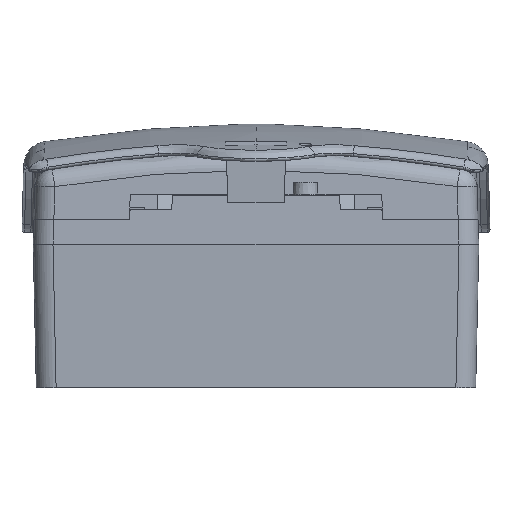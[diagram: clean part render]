
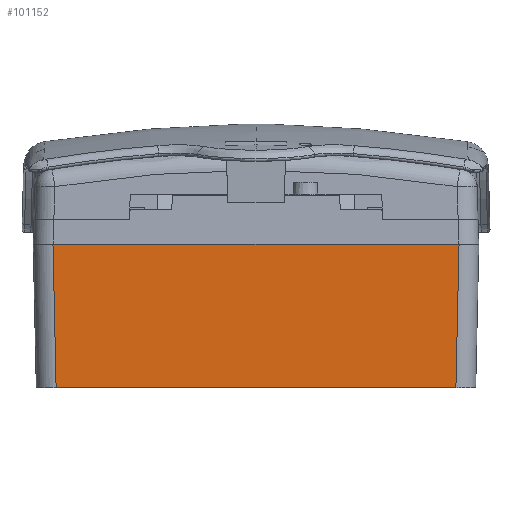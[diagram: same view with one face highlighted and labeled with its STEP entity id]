
A CAD part, front view. The second image highlights one B-rep face of the part: STEP entity #101152.
In plain terms, the highlighted planar face has unit normal (0, -1, -0.022).
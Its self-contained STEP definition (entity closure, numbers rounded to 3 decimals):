
#9611 = LINE ( 'NONE', #77861, #91520 ) ;
#13899 = CARTESIAN_POINT ( 'NONE',  ( -40.368, -44.367, -29. ) ) ;
#14230 = VECTOR ( 'NONE', #74417, 1000. ) ;
#14340 = CARTESIAN_POINT ( 'NONE',  ( 45., -45., 0. ) ) ;
#15220 = EDGE_CURVE ( 'NONE', #23818, #89286, #15221, .T. ) ;
#15221 = LINE ( 'NONE', #103373, #14230 ) ;
#15730 = ORIENTED_EDGE ( 'NONE', *, *, #15220, .F. ) ;
#16886 = DIRECTION ( 'NONE',  ( 0., 0.022, -1. ) ) ;
#23818 = VERTEX_POINT ( 'NONE', #63743 ) ;
#25285 = FACE_OUTER_BOUND ( 'NONE', #30975, .T. ) ;
#27207 = CARTESIAN_POINT ( 'NONE',  ( 45., -44.367, -29. ) ) ;
#27978 = ORIENTED_EDGE ( 'NONE', *, *, #73920, .T. ) ;
#30975 = EDGE_LOOP ( 'NONE', ( #68177, #27978, #15730, #89979 ) ) ;
#36208 = DIRECTION ( 'NONE',  ( 0., -1., -0.022 ) ) ;
#44604 = PLANE ( 'NONE',  #57849 ) ;
#51806 = CARTESIAN_POINT ( 'NONE',  ( 40.368, -44.367, -29. ) ) ;
#57849 = AXIS2_PLACEMENT_3D ( 'NONE', #14340, #36208, #16886 ) ;
#63743 = CARTESIAN_POINT ( 'NONE',  ( -41.001, -45., 0. ) ) ;
#68177 = ORIENTED_EDGE ( 'NONE', *, *, #68998, .T. ) ;
#68998 = EDGE_CURVE ( 'NONE', #120733, #106256, #114001, .T. ) ;
#73920 = EDGE_CURVE ( 'NONE', #106256, #89286, #74727, .T. ) ;
#74417 = DIRECTION ( 'NONE',  ( 1., 0., 0. ) ) ;
#74727 = LINE ( 'NONE', #92822, #116844 ) ;
#75435 = DIRECTION ( 'NONE',  ( 1., 0., 0. ) ) ;
#77861 = CARTESIAN_POINT ( 'NONE',  ( -40.96, -44.959, -1.875 ) ) ;
#85658 = CARTESIAN_POINT ( 'NONE',  ( 41.001, -45., 0. ) ) ;
#89286 = VERTEX_POINT ( 'NONE', #85658 ) ;
#89979 = ORIENTED_EDGE ( 'NONE', *, *, #125331, .T. ) ;
#91520 = VECTOR ( 'NONE', #126715, 1000. ) ;
#92174 = DIRECTION ( 'NONE',  ( 0.022, -0.022, 1. ) ) ;
#92822 = CARTESIAN_POINT ( 'NONE',  ( 41.003, -45.002, 0.087 ) ) ;
#95688 = VECTOR ( 'NONE', #75435, 1000. ) ;
#101152 = ADVANCED_FACE ( 'NONE', ( #25285 ), #44604, .T. ) ;
#103373 = CARTESIAN_POINT ( 'NONE',  ( 45., -45., 0. ) ) ;
#106256 = VERTEX_POINT ( 'NONE', #51806 ) ;
#114001 = LINE ( 'NONE', #27207, #95688 ) ;
#116844 = VECTOR ( 'NONE', #92174, 1000. ) ;
#120733 = VERTEX_POINT ( 'NONE', #13899 ) ;
#125331 = EDGE_CURVE ( 'NONE', #23818, #120733, #9611, .T. ) ;
#126715 = DIRECTION ( 'NONE',  ( 0.022, 0.022, -1. ) ) ;
